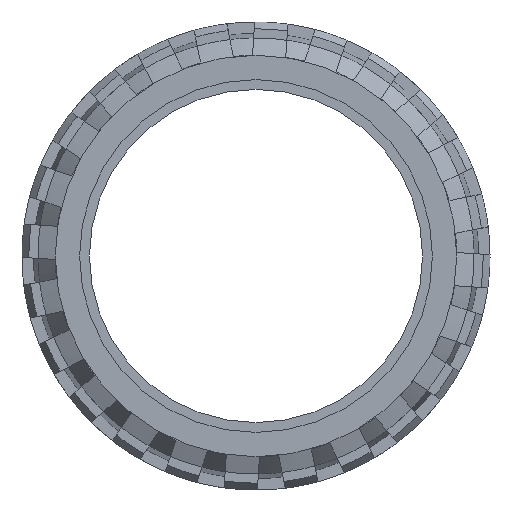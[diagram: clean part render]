
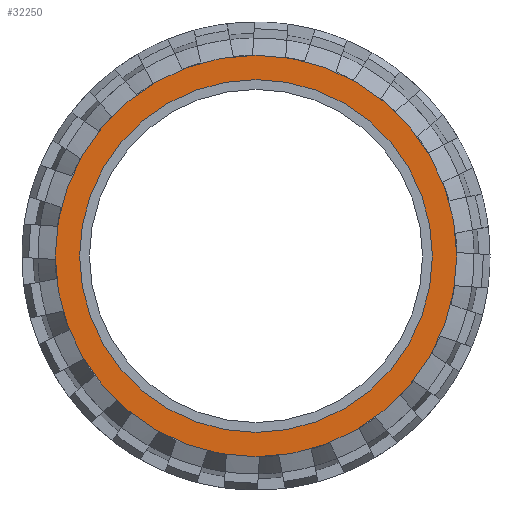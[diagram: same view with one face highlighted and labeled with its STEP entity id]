
A CAD part, left-side view. The second image highlights one B-rep face of the part: STEP entity #32250.
In plain terms, the highlighted free-form (B-spline) face has degree [1, 1] with [2, 2] control points.
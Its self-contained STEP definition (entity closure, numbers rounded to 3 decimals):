
#19365=CARTESIAN_POINT('',(-7.5,-34.999,0.));
#19366=VERTEX_POINT('',#19365);
#19367=CARTESIAN_POINT('',(-7.5,0.0,0.0));
#19368=DIRECTION('',(-1.0,0.0,0.0));
#19369=DIRECTION('',(0.0,1.0,0.0));
#19370=AXIS2_PLACEMENT_3D('',#19367,#19368,#19369);
#19371=CIRCLE('',#19370,34.999);
#19372=EDGE_CURVE('',#19366,#19366,#19371,.T.);
#32231=CARTESIAN_POINT('',(-7.5,34.999,34.999));
#32232=CARTESIAN_POINT('',(-7.5,34.999,-34.999));
#32233=CARTESIAN_POINT('',(-7.5,-34.999,34.999));
#32234=CARTESIAN_POINT('',(-7.5,-34.999,-34.999));
#32235=B_SPLINE_SURFACE_WITH_KNOTS('',1,1,((#32231,#32233),(#32232,#32234)),.UNSPECIFIED.,.F.,.F.,.U.,(2,2),(2,2),(0.0,69.998),(0.0,69.998),.UNSPECIFIED.);
#32236=ORIENTED_EDGE('',*,*,#19372,.T.);
#32237=EDGE_LOOP('',(#32236));
#32238=FACE_OUTER_BOUND('',#32237,.T.);
#32239=CARTESIAN_POINT('',(-7.5,30.75,0.0));
#32240=VERTEX_POINT('',#32239);
#32241=CARTESIAN_POINT('',(-7.5,0.0,0.0));
#32242=DIRECTION('',(1.0,0.0,0.0));
#32243=DIRECTION('',(0.0,1.0,0.0));
#32244=AXIS2_PLACEMENT_3D('',#32241,#32242,#32243);
#32245=CIRCLE('',#32244,30.75);
#32246=EDGE_CURVE('',#32240,#32240,#32245,.T.);
#32247=ORIENTED_EDGE('',*,*,#32246,.T.);
#32248=EDGE_LOOP('',(#32247));
#32249=FACE_BOUND('',#32248,.T.);
#32250=ADVANCED_FACE('',(#32238,#32249),#32235,.T.);
